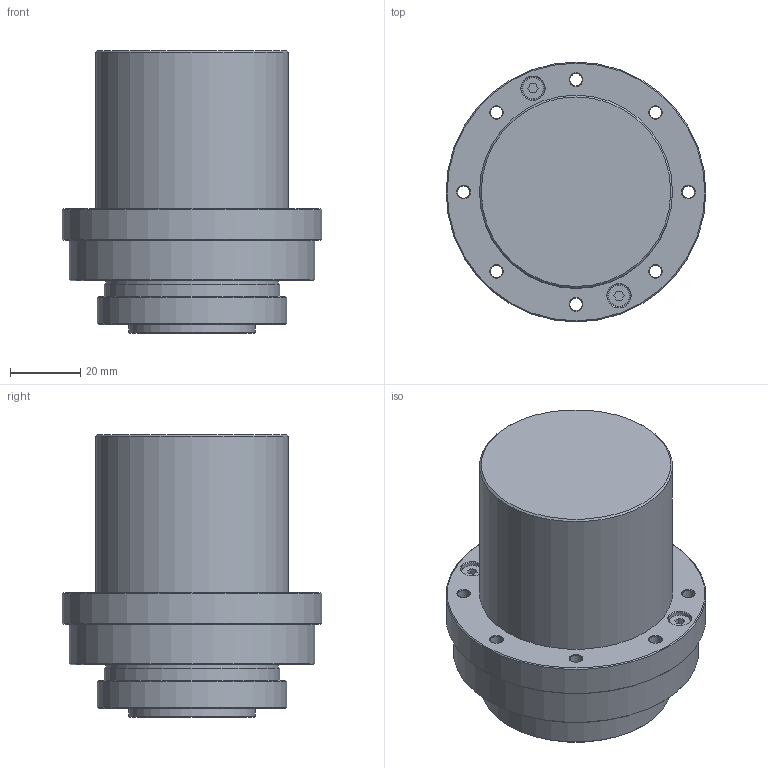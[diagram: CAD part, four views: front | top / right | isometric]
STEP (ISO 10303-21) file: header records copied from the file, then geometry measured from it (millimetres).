
FILE_DESCRIPTION(/* description */ (''),/* implementation_level */ '2;1');
FILE_NAME(/* name */ 'YF14.stp',/* time_stamp */ '2020-02-26T12:11:16+08:00',/* author */ (''),/* organization */ (''),/* preprocessor_version */ 'ST-DEVELOPER v16',/* originating_system */ 'SIEMENS PLM Software NX 10.0',/* authorisation */ '');
FILE_SCHEMA (('CONFIG_CONTROL_DESIGN'));
Length unit declared in the file: millimetre
Products named in the file (1): XBJ14_stp
Bounding box: 74 x 74 x 80.5 mm (x, y, z)
Volume: 214161.1 mm3; surface area: 29410.2 mm2
Topology: 1 solids, 7 shells, 166 faces, 347 edges, 224 vertices
Faces by surface type: plane 79, cone 44, cylinder 43
Full cylindrical faces by diameter (mm): 3.5 x22, 5.8 x4, 6 x2, 6.5 x6, 30 x1, 36 x1, 49 x1, 50 x2, 54 x1, 55 x1, 70 x1, 74 x1
Entity records: 3870 total; most frequent: DIRECTION 692, CARTESIAN_POINT 603, ORIENTED_EDGE 466, EDGE_LOOP 298, AXIS2_PLACEMENT_3D 292, FACE_BOUND 246, EDGE_CURVE 233, VERTEX_POINT 203
